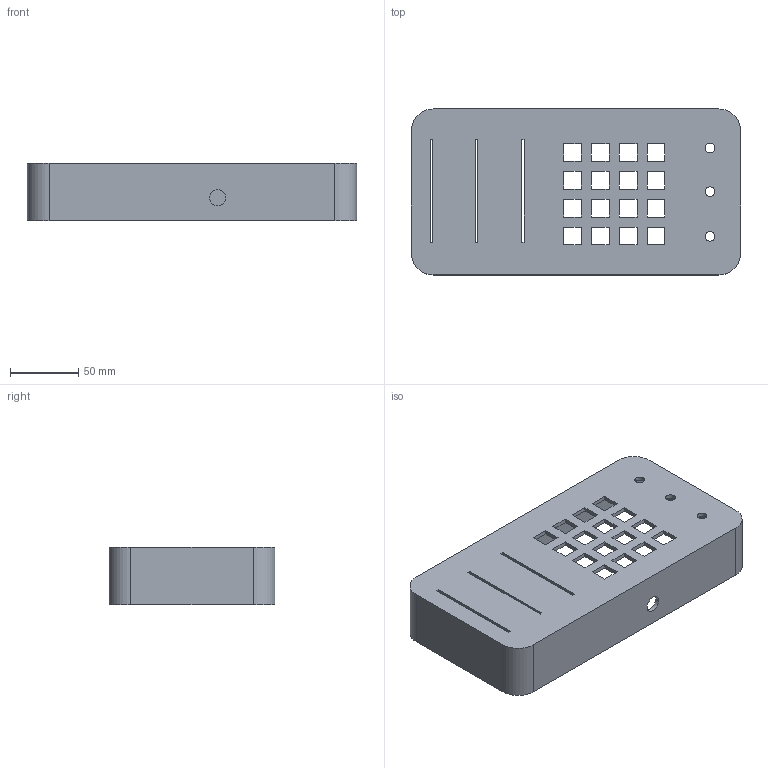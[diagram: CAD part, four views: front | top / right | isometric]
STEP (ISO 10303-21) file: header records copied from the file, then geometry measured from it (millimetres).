
FILE_DESCRIPTION(/* description */ (''),/* implementation_level */ '2;1');
FILE_NAME(/* name */ 'CaseForPrint.step',/* time_stamp */ '2020-12-23T12:23:46+01:00',/* author */ (''),/* organization */ (''),/* preprocessor_version */ 'ST-DEVELOPER v18.1',/* originating_system */ 'Autodesk Translation Framework v9.7.1.1290',/* authorisation */ '');
FILE_SCHEMA (('AUTOMOTIVE_DESIGN { 1 0 10303 214 3 1 1 }'));
Length unit declared in the file: millimetre
Products named in the file (1): CaseForPrint
Bounding box: 242 x 122 x 42.4 mm (x, y, z)
Volume: 168331.7 mm3; surface area: 113509.9 mm2
Topology: 1 solids, 1 shells, 119 faces, 338 edges, 222 vertices
Faces by surface type: plane 99, cylinder 16, cone 4
Full cylindrical faces by diameter (mm): 2 x4, 7 x3, 12 x1
Entity records: 3918 total; most frequent: CARTESIAN_POINT 676, ORIENTED_EDGE 668, DIRECTION 608, EDGE_CURVE 334, LINE 300, VECTOR 300, VERTEX_POINT 222, EDGE_LOOP 170
